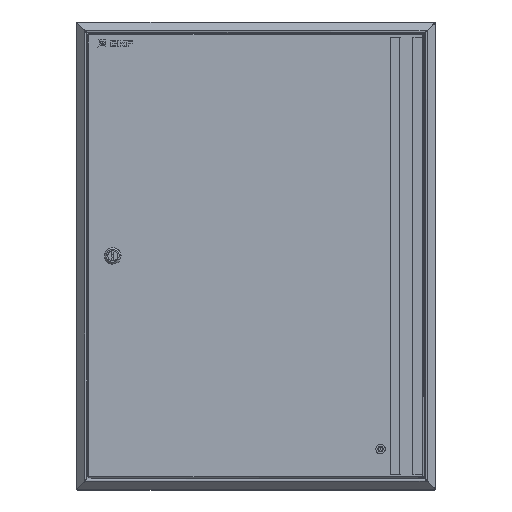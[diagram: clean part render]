
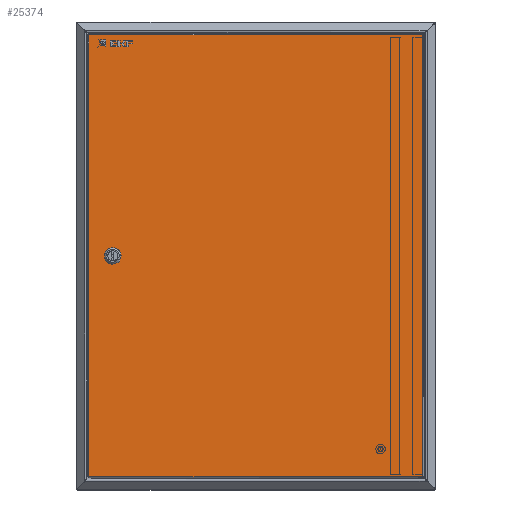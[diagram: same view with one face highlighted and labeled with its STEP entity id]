
A CAD part, top view. The second image highlights one B-rep face of the part: STEP entity #25374.
In plain terms, the highlighted planar face has unit normal (0, 0, 1).
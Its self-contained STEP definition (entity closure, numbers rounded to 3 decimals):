
#466 = AXIS2_PLACEMENT_3D ( 'NONE', #14508, #1221, #16687 ) ;
#584 = VECTOR ( 'NONE', #6638, 1000. ) ;
#613 = VERTEX_POINT ( 'NONE', #17454 ) ;
#1209 = VERTEX_POINT ( 'NONE', #1268 ) ;
#1221 = DIRECTION ( 'NONE',  ( 0., 0., 1. ) ) ;
#1268 = CARTESIAN_POINT ( 'NONE',  ( 24.8, 312.279, 0. ) ) ;
#1642 = VECTOR ( 'NONE', #12168, 1000. ) ;
#1735 = EDGE_CURVE ( 'NONE', #10105, #10190, #3403, .T. ) ;
#1892 = CARTESIAN_POINT ( 'NONE',  ( 463.7, 0.877, 0. ) ) ;
#1936 = CIRCLE ( 'NONE', #466, 9.25 ) ;
#2012 = EDGE_LOOP ( 'NONE', ( #4115, #15189, #16202, #16542 ) ) ;
#2154 = PLANE ( 'NONE',  #16507 ) ;
#2251 = CARTESIAN_POINT ( 'NONE',  ( 0., 0., 0. ) ) ;
#2597 = CARTESIAN_POINT ( 'NONE',  ( 405.4, 40., 0. ) ) ;
#3144 = CARTESIAN_POINT ( 'NONE',  ( 404.9, 40., 0. ) ) ;
#3327 = CARTESIAN_POINT ( 'NONE',  ( 41.8, 304.981, 0. ) ) ;
#3403 = LINE ( 'NONE', #28153, #584 ) ;
#3440 = VERTEX_POINT ( 'NONE', #7542 ) ;
#4115 = ORIENTED_EDGE ( 'NONE', *, *, #18006, .F. ) ;
#4225 = ORIENTED_EDGE ( 'NONE', *, *, #21237, .T. ) ;
#4511 = DIRECTION ( 'NONE',  ( -1., 0., 0. ) ) ;
#4849 = DIRECTION ( 'NONE',  ( -1., 0., 0. ) ) ;
#5929 = EDGE_CURVE ( 'NONE', #14159, #20482, #13693, .T. ) ;
#6228 = CIRCLE ( 'NONE', #6782, 0.5 ) ;
#6638 = DIRECTION ( 'NONE',  ( 0., -1., 0. ) ) ;
#6782 = AXIS2_PLACEMENT_3D ( 'NONE', #2597, #18053, #4849 ) ;
#7499 = LINE ( 'NONE', #1892, #18532 ) ;
#7542 = CARTESIAN_POINT ( 'NONE',  ( 463.7, 1.7, 0. ) ) ;
#7712 = LINE ( 'NONE', #28412, #25267 ) ;
#7824 = ORIENTED_EDGE ( 'NONE', *, *, #19290, .T. ) ;
#8089 = CARTESIAN_POINT ( 'NONE',  ( 0., 615.56, 0. ) ) ;
#8873 = FACE_BOUND ( 'NONE', #2012, .T. ) ;
#9977 = EDGE_CURVE ( 'NONE', #11596, #10105, #12088, .T. ) ;
#10105 = VERTEX_POINT ( 'NONE', #8089 ) ;
#10190 = VERTEX_POINT ( 'NONE', #25872 ) ;
#10625 = DIRECTION ( 'NONE',  ( 0., 0., 1. ) ) ;
#10712 = DIRECTION ( 'NONE',  ( 0., 1., 0. ) ) ;
#11360 = DIRECTION ( 'NONE',  ( 0., -1., 0. ) ) ;
#11596 = VERTEX_POINT ( 'NONE', #24475 ) ;
#11974 = CARTESIAN_POINT ( 'NONE',  ( 41.8, 312.279, 0. ) ) ;
#12088 = LINE ( 'NONE', #23080, #1642 ) ;
#12168 = DIRECTION ( 'NONE',  ( -1., 0., 0. ) ) ;
#12639 = AXIS2_PLACEMENT_3D ( 'NONE', #23792, #10625, #26014 ) ;
#13150 = DIRECTION ( 'NONE',  ( 0., 0., -1. ) ) ;
#13693 = CIRCLE ( 'NONE', #25546, 0.5 ) ;
#14021 = EDGE_CURVE ( 'NONE', #23101, #22826, #14116, .T. ) ;
#14080 = DIRECTION ( 'NONE',  ( 0., 1., 0. ) ) ;
#14116 = LINE ( 'NONE', #11974, #25108 ) ;
#14159 = VERTEX_POINT ( 'NONE', #17414 ) ;
#14508 = CARTESIAN_POINT ( 'NONE',  ( 33.3, 308.63, 0. ) ) ;
#15189 = ORIENTED_EDGE ( 'NONE', *, *, #15274, .F. ) ;
#15274 = EDGE_CURVE ( 'NONE', #22826, #1209, #22290, .T. ) ;
#15430 = FACE_OUTER_BOUND ( 'NONE', #21023, .T. ) ;
#15516 = EDGE_LOOP ( 'NONE', ( #7824, #24120 ) ) ;
#15567 = VECTOR ( 'NONE', #11360, 1000. ) ;
#16202 = ORIENTED_EDGE ( 'NONE', *, *, #14021, .F. ) ;
#16507 = AXIS2_PLACEMENT_3D ( 'NONE', #2251, #17722, #4511 ) ;
#16542 = ORIENTED_EDGE ( 'NONE', *, *, #21029, .F. ) ;
#16687 = DIRECTION ( 'NONE',  ( 1., 0., 0. ) ) ;
#17414 = CARTESIAN_POINT ( 'NONE',  ( 405.9, 40., 0. ) ) ;
#17454 = CARTESIAN_POINT ( 'NONE',  ( 24.8, 304.981, 0. ) ) ;
#17722 = DIRECTION ( 'NONE',  ( 0., 0., -1. ) ) ;
#18006 = EDGE_CURVE ( 'NONE', #1209, #613, #21430, .T. ) ;
#18053 = DIRECTION ( 'NONE',  ( 0., 0., -1. ) ) ;
#18532 = VECTOR ( 'NONE', #10712, 1000. ) ;
#19290 = EDGE_CURVE ( 'NONE', #20482, #14159, #6228, .T. ) ;
#19555 = DIRECTION ( 'NONE',  ( 1., 0., 0. ) ) ;
#20482 = VERTEX_POINT ( 'NONE', #3144 ) ;
#20602 = FACE_BOUND ( 'NONE', #15516, .T. ) ;
#21023 = EDGE_LOOP ( 'NONE', ( #4225, #28600, #22245, #27091 ) ) ;
#21029 = EDGE_CURVE ( 'NONE', #613, #23101, #1936, .T. ) ;
#21237 = EDGE_CURVE ( 'NONE', #3440, #11596, #7499, .T. ) ;
#21430 = LINE ( 'NONE', #24509, #15567 ) ;
#22245 = ORIENTED_EDGE ( 'NONE', *, *, #1735, .T. ) ;
#22290 = CIRCLE ( 'NONE', #12639, 9.25 ) ;
#22826 = VERTEX_POINT ( 'NONE', #24318 ) ;
#23080 = CARTESIAN_POINT ( 'NONE',  ( 464.523, 615.56, 0. ) ) ;
#23101 = VERTEX_POINT ( 'NONE', #3327 ) ;
#23792 = CARTESIAN_POINT ( 'NONE',  ( 33.3, 308.63, 0. ) ) ;
#24120 = ORIENTED_EDGE ( 'NONE', *, *, #5929, .T. ) ;
#24318 = CARTESIAN_POINT ( 'NONE',  ( 41.8, 312.279, 0. ) ) ;
#24475 = CARTESIAN_POINT ( 'NONE',  ( 463.7, 615.56, 0. ) ) ;
#24509 = CARTESIAN_POINT ( 'NONE',  ( 24.8, 312.279, 0. ) ) ;
#25108 = VECTOR ( 'NONE', #14080, 1000. ) ;
#25267 = VECTOR ( 'NONE', #19555, 1000. ) ;
#25374 = ADVANCED_FACE ( 'NONE', ( #20602, #8873, #15430 ), #2154, .F. ) ;
#25546 = AXIS2_PLACEMENT_3D ( 'NONE', #26294, #13150, #28560 ) ;
#25872 = CARTESIAN_POINT ( 'NONE',  ( 0., 1.7, 0. ) ) ;
#26014 = DIRECTION ( 'NONE',  ( 1., 0., 0. ) ) ;
#26294 = CARTESIAN_POINT ( 'NONE',  ( 405.4, 40., 0. ) ) ;
#27091 = ORIENTED_EDGE ( 'NONE', *, *, #28048, .T. ) ;
#28048 = EDGE_CURVE ( 'NONE', #10190, #3440, #7712, .T. ) ;
#28153 = CARTESIAN_POINT ( 'NONE',  ( 0., 0., 0. ) ) ;
#28412 = CARTESIAN_POINT ( 'NONE',  ( 0., 1.7, 0. ) ) ;
#28560 = DIRECTION ( 'NONE',  ( -1., 0., 0. ) ) ;
#28600 = ORIENTED_EDGE ( 'NONE', *, *, #9977, .T. ) ;
